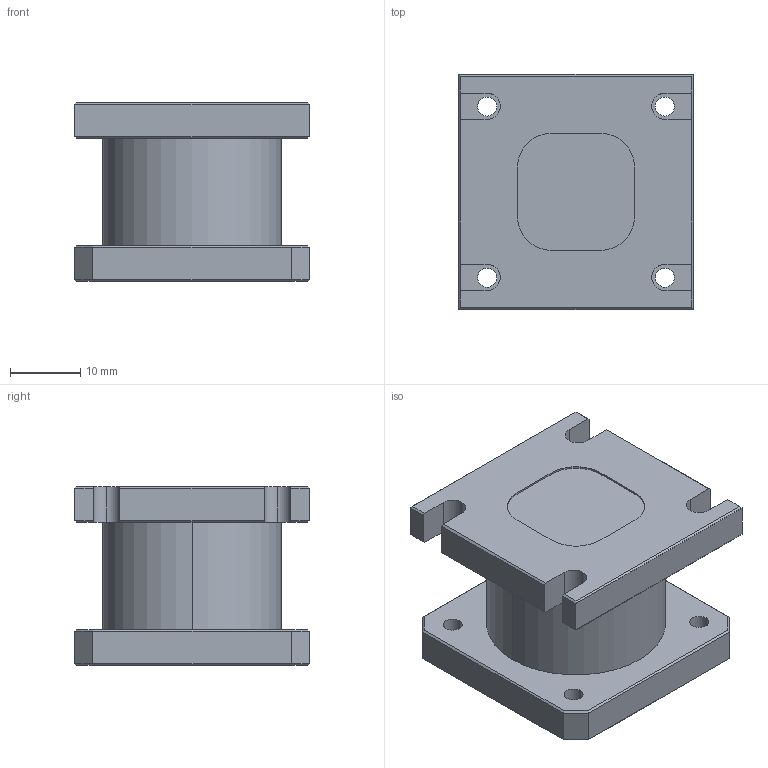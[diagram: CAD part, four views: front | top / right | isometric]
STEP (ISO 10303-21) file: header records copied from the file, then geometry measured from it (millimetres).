
FILE_DESCRIPTION (( 'STEP AP203' ), '1' );
FILE_NAME ('SWT-622688-SA-C-QC.STEP', '2021-06-03T16:29:28', ( '' ), ( '' ), 'SwSTEP 2.0', 'SolidWorks 2021', '' );
FILE_SCHEMA (( 'CONFIG_CONTROL_DESIGN' ));
Length unit declared in the file: inch
Products named in the file (1): SWT-622688-SA-C-QC
Bounding box: 33.32 x 33.32 x 25.4 mm (x, y, z)
Volume: 18263.6 mm3; surface area: 6067.5 mm2
Topology: 1 solids, 1 shells, 88 faces, 222 edges, 140 vertices
Faces by surface type: plane 66, cylinder 22
Entity records: 2693 total; most frequent: CARTESIAN_POINT 451, DIRECTION 444, ORIENTED_EDGE 444, EDGE_CURVE 222, VECTOR 178, LINE 178, VERTEX_POINT 140, AXIS2_PLACEMENT_3D 133
